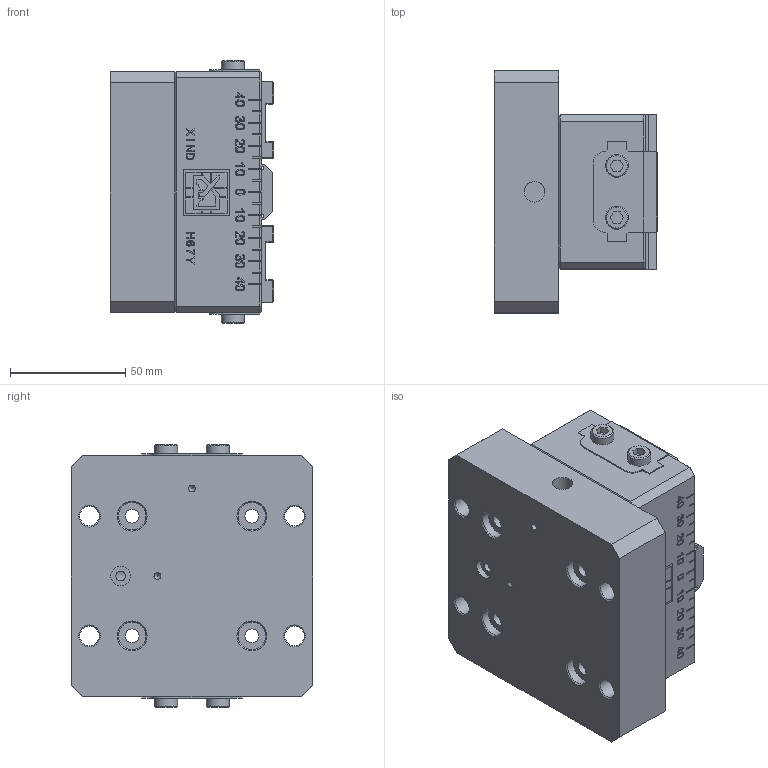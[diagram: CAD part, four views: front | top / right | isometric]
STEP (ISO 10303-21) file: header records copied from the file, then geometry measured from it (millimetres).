
FILE_DESCRIPTION(/* description */ (''),/* implementation_level */ '2;1');
FILE_NAME(/* name */ '',/* time_stamp */ '2024-01-08T17:04:02+08:00',/* author */ (''),/* organization */ (''),/* preprocessor_version */ 'ST-DEVELOPER v11',/* originating_system */ 'SIEMENS PLM Software NX 7.0',/* authorisation */ '');
FILE_SCHEMA (('CONFIG_CONTROL_DESIGN'));
Length unit declared in the file: millimetre
Products named in the file (1): Admi9F10tmyp
Bounding box: 71 x 105 x 114 mm (x, y, z)
Volume: 523372.2 mm3; surface area: 125462.5 mm2
Topology: 17 solids, 17 shells, 1335 faces, 3412 edges, 2262 vertices
Faces by surface type: plane 993, cylinder 146, extrusion 120, cone 60, torus 12, bspline 4
Full cylindrical faces by diameter (mm): 3 x1, 4.2 x8, 5 x10, 6 x16, 6.5 x12, 6.7 x4, 8 x6, 8.5 x6, 8.7 x2, 9 x3, 10 x6, 11 x4, 12 x17, 44.8 x2, 50 x4
Entity records: 41082 total; most frequent: CARTESIAN_POINT 9771, ORIENTED_EDGE 6344, DIRECTION 5824, EDGE_CURVE 3172, VECTOR 2674, LINE 2554, VERTEX_POINT 2194, EDGE_LOOP 1720
